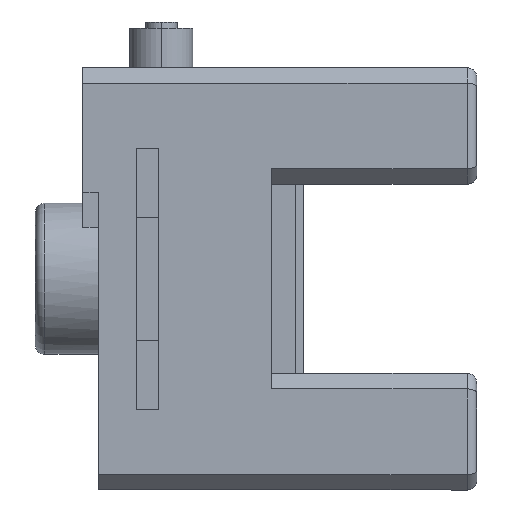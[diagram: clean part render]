
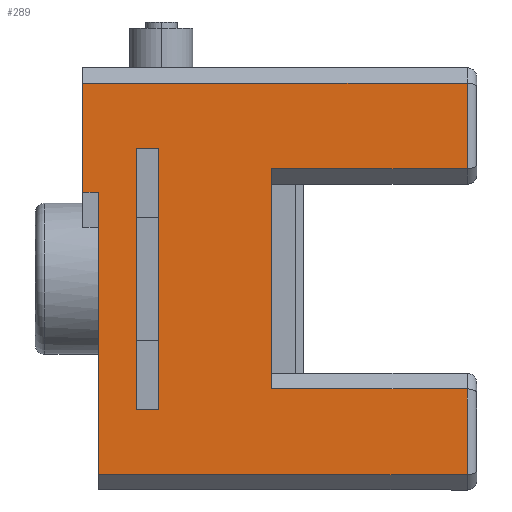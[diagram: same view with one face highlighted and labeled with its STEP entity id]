
A CAD part, front view. The second image highlights one B-rep face of the part: STEP entity #289.
In plain terms, the highlighted planar face has unit normal (0, -1, 0).
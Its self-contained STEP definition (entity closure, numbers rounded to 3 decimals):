
#289=ADVANCED_FACE('',(#460,#461),#393,.T.);
#393=PLANE('',#1932);
#460=FACE_BOUND('',#479,.T.);
#461=FACE_BOUND('',#480,.T.);
#479=EDGE_LOOP('',(#595,#596,#597,#598,#599,#600,#601,#602,#603,#604));
#480=EDGE_LOOP('',(#605,#606,#607,#608));
#595=ORIENTED_EDGE('',*,*,#1277,.T.);
#596=ORIENTED_EDGE('',*,*,#1278,.F.);
#597=ORIENTED_EDGE('',*,*,#1279,.T.);
#598=ORIENTED_EDGE('',*,*,#1280,.F.);
#599=ORIENTED_EDGE('',*,*,#1281,.F.);
#600=ORIENTED_EDGE('',*,*,#1282,.T.);
#601=ORIENTED_EDGE('',*,*,#1283,.T.);
#602=ORIENTED_EDGE('',*,*,#1284,.T.);
#603=ORIENTED_EDGE('',*,*,#1285,.T.);
#604=ORIENTED_EDGE('',*,*,#1286,.T.);
#605=ORIENTED_EDGE('',*,*,#1287,.F.);
#606=ORIENTED_EDGE('',*,*,#1288,.T.);
#607=ORIENTED_EDGE('',*,*,#1289,.F.);
#608=ORIENTED_EDGE('',*,*,#1290,.T.);
#1111=VERTEX_POINT('',#2626);
#1112=VERTEX_POINT('',#2627);
#1113=VERTEX_POINT('',#2629);
#1114=VERTEX_POINT('',#2631);
#1115=VERTEX_POINT('',#2633);
#1116=VERTEX_POINT('',#2635);
#1117=VERTEX_POINT('',#2637);
#1118=VERTEX_POINT('',#2639);
#1119=VERTEX_POINT('',#2641);
#1120=VERTEX_POINT('',#2643);
#1121=VERTEX_POINT('',#2646);
#1122=VERTEX_POINT('',#2647);
#1123=VERTEX_POINT('',#2649);
#1124=VERTEX_POINT('',#2651);
#1277=EDGE_CURVE('',#1111,#1112,#1535,.T.);
#1278=EDGE_CURVE('',#1113,#1112,#1536,.T.);
#1279=EDGE_CURVE('',#1113,#1114,#1537,.T.);
#1280=EDGE_CURVE('',#1115,#1114,#1538,.T.);
#1281=EDGE_CURVE('',#1116,#1115,#1539,.T.);
#1282=EDGE_CURVE('',#1116,#1117,#1540,.T.);
#1283=EDGE_CURVE('',#1117,#1118,#1541,.T.);
#1284=EDGE_CURVE('',#1118,#1119,#1542,.T.);
#1285=EDGE_CURVE('',#1119,#1120,#1543,.T.);
#1286=EDGE_CURVE('',#1120,#1111,#1544,.T.);
#1287=EDGE_CURVE('',#1121,#1122,#1545,.T.);
#1288=EDGE_CURVE('',#1121,#1123,#1546,.T.);
#1289=EDGE_CURVE('',#1124,#1123,#1547,.T.);
#1290=EDGE_CURVE('',#1124,#1122,#1548,.T.);
#1535=LINE('',#2625,#1733);
#1536=LINE('',#2628,#1734);
#1537=LINE('',#2630,#1735);
#1538=LINE('',#2632,#1736);
#1539=LINE('',#2634,#1737);
#1540=LINE('',#2636,#1738);
#1541=LINE('',#2638,#1739);
#1542=LINE('',#2640,#1740);
#1543=LINE('',#2642,#1741);
#1544=LINE('',#2644,#1742);
#1545=LINE('',#2645,#1743);
#1546=LINE('',#2648,#1744);
#1547=LINE('',#2650,#1745);
#1548=LINE('',#2652,#1746);
#1733=VECTOR('',#2098,1.);
#1734=VECTOR('',#2099,1.);
#1735=VECTOR('',#2100,1.);
#1736=VECTOR('',#2101,1.);
#1737=VECTOR('',#2102,1.);
#1738=VECTOR('',#2103,1.);
#1739=VECTOR('',#2104,1.);
#1740=VECTOR('',#2105,1.);
#1741=VECTOR('',#2106,1.);
#1742=VECTOR('',#2107,1.);
#1743=VECTOR('',#2108,1.);
#1744=VECTOR('',#2109,1.);
#1745=VECTOR('',#2110,1.);
#1746=VECTOR('',#2111,1.);
#1932=AXIS2_PLACEMENT_3D('',#2653,#2112,#2113);
#2098=DIRECTION('',(-1.,0.,0.));
#2099=DIRECTION('',(0.,0.,1.));
#2100=DIRECTION('',(1.,0.,0.));
#2101=DIRECTION('',(0.,0.,1.));
#2102=DIRECTION('',(-1.,0.,0.));
#2103=DIRECTION('',(0.,0.,1.));
#2104=DIRECTION('',(-1.,0.,0.));
#2105=DIRECTION('',(0.,0.,1.));
#2106=DIRECTION('',(1.,0.,0.));
#2107=DIRECTION('',(0.,0.,1.));
#2108=DIRECTION('',(1.,0.,0.));
#2109=DIRECTION('',(0.,0.,1.));
#2110=DIRECTION('',(-1.,0.,0.));
#2111=DIRECTION('',(0.,0.,-1.));
#2112=DIRECTION('',(0.,-1.,0.));
#2113=DIRECTION('',(1.,0.,0.));
#2625=CARTESIAN_POINT('',(5.9,-4.247,6.21));
#2626=CARTESIAN_POINT('',(5.9,-4.247,6.21));
#2627=CARTESIAN_POINT('',(-6.3,-4.247,6.21));
#2628=CARTESIAN_POINT('',(-6.3,-4.247,2.75));
#2629=CARTESIAN_POINT('',(-6.3,-4.247,2.75));
#2630=CARTESIAN_POINT('',(-6.3,-4.247,2.75));
#2631=CARTESIAN_POINT('',(-5.8,-4.247,2.75));
#2632=CARTESIAN_POINT('',(-5.8,-4.247,-6.21));
#2633=CARTESIAN_POINT('',(-5.8,-4.247,-6.21));
#2634=CARTESIAN_POINT('',(5.9,-4.247,-6.21));
#2635=CARTESIAN_POINT('',(5.9,-4.247,-6.21));
#2636=CARTESIAN_POINT('',(5.9,-4.247,-6.21));
#2637=CARTESIAN_POINT('',(5.9,-4.247,-3.493));
#2638=CARTESIAN_POINT('',(5.9,-4.247,-3.493));
#2639=CARTESIAN_POINT('',(-0.3,-4.247,-3.493));
#2640=CARTESIAN_POINT('',(-0.3,-4.247,-3.493));
#2641=CARTESIAN_POINT('',(-0.3,-4.247,3.493));
#2642=CARTESIAN_POINT('',(-0.3,-4.247,3.493));
#2643=CARTESIAN_POINT('',(5.9,-4.247,3.493));
#2644=CARTESIAN_POINT('',(5.9,-4.247,3.493));
#2645=CARTESIAN_POINT('',(-4.6,-4.247,-4.15));
#2646=CARTESIAN_POINT('',(-4.6,-4.247,-4.15));
#2647=CARTESIAN_POINT('',(-3.9,-4.247,-4.15));
#2648=CARTESIAN_POINT('',(-4.6,-4.247,-4.15));
#2649=CARTESIAN_POINT('',(-4.6,-4.247,4.15));
#2650=CARTESIAN_POINT('',(-3.9,-4.247,4.15));
#2651=CARTESIAN_POINT('',(-3.9,-4.247,4.15));
#2652=CARTESIAN_POINT('',(-3.9,-4.247,4.15));
#2653=CARTESIAN_POINT('',(8.158,-4.247,-26.93));
